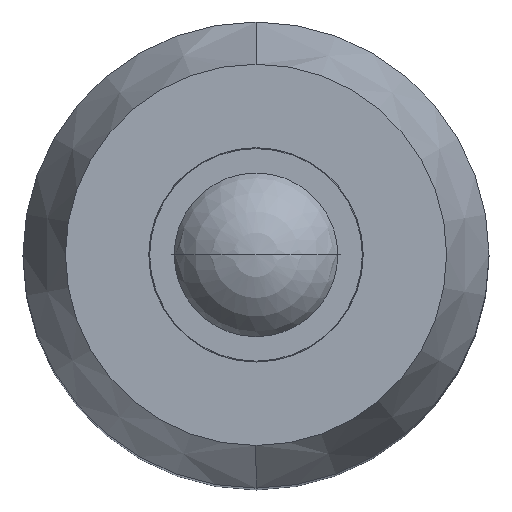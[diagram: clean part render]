
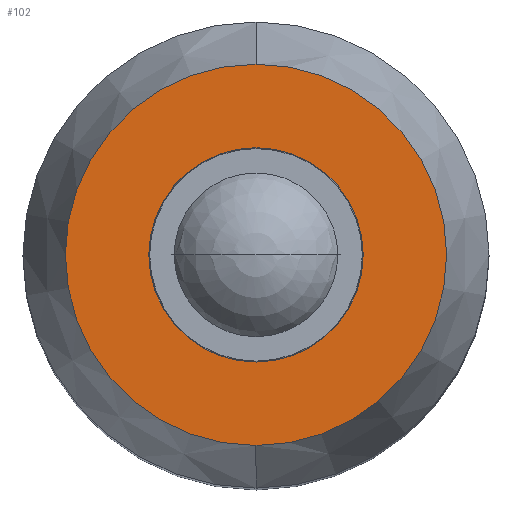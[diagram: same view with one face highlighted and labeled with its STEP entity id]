
A CAD part, top view. The second image highlights one B-rep face of the part: STEP entity #102.
In plain terms, the highlighted planar face has unit normal (0, 0, 1).
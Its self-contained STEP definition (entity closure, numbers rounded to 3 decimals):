
#102=ADVANCED_FACE('',(#197,#198),#199,.T.);
#197=FACE_BOUND('',#297,.T.);
#198=FACE_OUTER_BOUND('',#298,.T.);
#199=PLANE('',#299);
#297=EDGE_LOOP('',(#475,#476));
#298=EDGE_LOOP('',(#477,#478));
#299=AXIS2_PLACEMENT_3D('',#479,#480,#481);
#475=ORIENTED_EDGE('',*,*,#559,.T.);
#476=ORIENTED_EDGE('',*,*,#564,.T.);
#477=ORIENTED_EDGE('',*,*,#593,.T.);
#478=ORIENTED_EDGE('',*,*,#554,.T.);
#479=CARTESIAN_POINT('',(0.0,0.0,14.0));
#480=DIRECTION('',(0.0,0.0,1.0));
#481=DIRECTION('',(1.0,0.0,0.0));
#554=EDGE_CURVE('',#645,#643,#646,.T.);
#559=EDGE_CURVE('',#654,#651,#655,.T.);
#564=EDGE_CURVE('',#651,#654,#661,.T.);
#593=EDGE_CURVE('',#643,#645,#702,.T.);
#643=VERTEX_POINT('',#766);
#645=VERTEX_POINT('',#769);
#646=CIRCLE('',#770,2.045);
#651=VERTEX_POINT('',#776);
#654=VERTEX_POINT('',#780);
#655=CIRCLE('',#781,1.15);
#661=CIRCLE('',#788,1.15);
#702=CIRCLE('',#847,2.045);
#766=CARTESIAN_POINT('',(0.0,2.045,14.0));
#769=CARTESIAN_POINT('',(0.,-2.045,14.0));
#770=AXIS2_PLACEMENT_3D('',#910,#911,#912);
#776=CARTESIAN_POINT('',(1.15,0.,14.0));
#780=CARTESIAN_POINT('',(-1.15,0.,14.0));
#781=AXIS2_PLACEMENT_3D('',#918,#919,#920);
#788=AXIS2_PLACEMENT_3D('',#928,#929,#930);
#847=AXIS2_PLACEMENT_3D('',#952,#953,#954);
#910=CARTESIAN_POINT('',(0.0,0.0,14.0));
#911=DIRECTION('',(0.0,-0.0,1.0));
#912=DIRECTION('',(0.0,1.0,0.0));
#918=CARTESIAN_POINT('',(0.0,0.0,14.0));
#919=DIRECTION('',(0.0,0.0,-1.0));
#920=DIRECTION('',(1.0,0.0,0.0));
#928=CARTESIAN_POINT('',(0.0,0.0,14.0));
#929=DIRECTION('',(0.0,0.0,-1.0));
#930=DIRECTION('',(1.0,0.0,0.0));
#952=CARTESIAN_POINT('',(0.0,0.0,14.0));
#953=DIRECTION('',(0.0,-0.0,1.0));
#954=DIRECTION('',(0.0,1.0,0.0));
